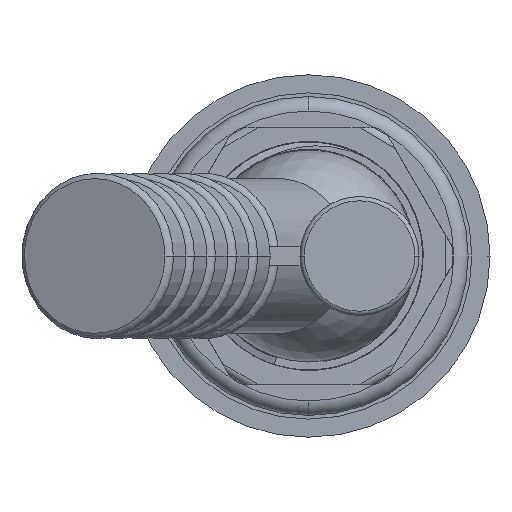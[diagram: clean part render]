
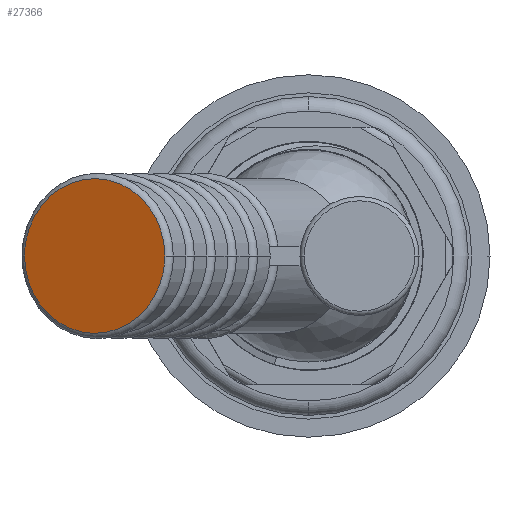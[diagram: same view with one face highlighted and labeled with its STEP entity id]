
A CAD part, front view. The second image highlights one B-rep face of the part: STEP entity #27366.
In plain terms, the highlighted planar face has unit normal (-0.423, -0.906, 0).
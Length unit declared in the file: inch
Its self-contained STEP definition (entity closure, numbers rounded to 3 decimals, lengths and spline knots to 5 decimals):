
#13167=CARTESIAN_POINT('',(-1.56821,-6.11367,0.));
#13168=CARTESIAN_POINT('',(-1.56818,-6.11369,
-0.01634));
#13169=CARTESIAN_POINT('',(-1.56641,-6.11451,
-0.04892));
#13170=CARTESIAN_POINT('',(-1.55872,-6.1181,
-0.09787));
#13171=CARTESIAN_POINT('',(-1.54583,-6.12411,
-0.14566));
#13172=CARTESIAN_POINT('',(-1.52798,-6.13243,
-0.19153));
#13173=CARTESIAN_POINT('',(-1.50547,-6.14293,
-0.23466));
#13174=CARTESIAN_POINT('',(-1.47858,-6.15547,
-0.27462));
#13175=CARTESIAN_POINT('',(-1.44762,-6.1699,
-0.31091));
#13176=CARTESIAN_POINT('',(-1.41304,-6.18603,
-0.34299));
#13177=CARTESIAN_POINT('',(-1.37534,-6.20361,
-0.37039));
#13178=CARTESIAN_POINT('',(-1.33501,-6.22242,
-0.39278));
#13179=CARTESIAN_POINT('',(-1.29258,-6.2422,
-0.40984));
#13180=CARTESIAN_POINT('',(-1.24864,-6.26269,
-0.42135));
#13181=CARTESIAN_POINT('',(-1.20379,-6.2836,
-0.42714));
#13182=CARTESIAN_POINT('',(-1.15864,-6.30466,
-0.42714));
#13183=CARTESIAN_POINT('',(-1.11379,-6.32557,
-0.42135));
#13184=CARTESIAN_POINT('',(-1.06986,-6.34606,
-0.40984));
#13185=CARTESIAN_POINT('',(-1.02743,-6.36584,
-0.39278));
#13186=CARTESIAN_POINT('',(-0.9871,-6.38465,
-0.37039));
#13187=CARTESIAN_POINT('',(-0.94939,-6.40223,
-0.34299));
#13188=CARTESIAN_POINT('',(-0.91482,-6.41836,
-0.31091));
#13189=CARTESIAN_POINT('',(-0.88386,-6.43279,
-0.27462));
#13190=CARTESIAN_POINT('',(-0.85697,-6.44533,
-0.23466));
#13191=CARTESIAN_POINT('',(-0.83446,-6.45583,
-0.19153));
#13192=CARTESIAN_POINT('',(-0.8166,-6.46415,
-0.14566));
#13193=CARTESIAN_POINT('',(-0.80371,-6.47016,
-0.09787));
#13194=CARTESIAN_POINT('',(-0.79603,-6.47375,
-0.04892));
#13195=CARTESIAN_POINT('',(-0.79426,-6.47457,
-0.01634));
#13196=CARTESIAN_POINT('',(-0.79422,-6.47459,0.));
#13201=CARTESIAN_POINT('',(-0.79422,-6.47459,0.));
#13202=CARTESIAN_POINT('',(-0.79426,-6.47457,
0.01634));
#13203=CARTESIAN_POINT('',(-0.79603,-6.47375,
0.04892));
#13204=CARTESIAN_POINT('',(-0.80371,-6.47016,
0.09787));
#13205=CARTESIAN_POINT('',(-0.8166,-6.46415,
0.14566));
#13206=CARTESIAN_POINT('',(-0.83446,-6.45583,
0.19153));
#13207=CARTESIAN_POINT('',(-0.85697,-6.44533,
0.23466));
#13208=CARTESIAN_POINT('',(-0.88386,-6.43279,
0.27462));
#13209=CARTESIAN_POINT('',(-0.91482,-6.41836,
0.31091));
#13210=CARTESIAN_POINT('',(-0.94939,-6.40223,
0.34299));
#13211=CARTESIAN_POINT('',(-0.9871,-6.38465,
0.37039));
#13212=CARTESIAN_POINT('',(-1.02743,-6.36584,
0.39278));
#13213=CARTESIAN_POINT('',(-1.06986,-6.34606,
0.40984));
#13214=CARTESIAN_POINT('',(-1.11379,-6.32557,
0.42135));
#13215=CARTESIAN_POINT('',(-1.15864,-6.30466,
0.42714));
#13216=CARTESIAN_POINT('',(-1.20379,-6.2836,
0.42714));
#13217=CARTESIAN_POINT('',(-1.24864,-6.26269,
0.42135));
#13218=CARTESIAN_POINT('',(-1.29258,-6.2422,
0.40984));
#13219=CARTESIAN_POINT('',(-1.33501,-6.22242,
0.39278));
#13220=CARTESIAN_POINT('',(-1.37534,-6.20361,
0.37039));
#13221=CARTESIAN_POINT('',(-1.41304,-6.18603,
0.34299));
#13222=CARTESIAN_POINT('',(-1.44762,-6.1699,
0.31091));
#13223=CARTESIAN_POINT('',(-1.47858,-6.15547,
0.27462));
#13224=CARTESIAN_POINT('',(-1.50547,-6.14293,
0.23466));
#13225=CARTESIAN_POINT('',(-1.52798,-6.13243,
0.19153));
#13226=CARTESIAN_POINT('',(-1.54583,-6.12411,
0.14566));
#13227=CARTESIAN_POINT('',(-1.55872,-6.1181,
0.09787));
#13228=CARTESIAN_POINT('',(-1.56641,-6.11451,
0.04892));
#13229=CARTESIAN_POINT('',(-1.56818,-6.11369,
0.01634));
#13230=CARTESIAN_POINT('',(-1.56821,-6.11367,0.));
#14928=CARTESIAN_POINT('',(-1.56796,-6.11337,0.));
#14929=VERTEX_POINT('',#14928);
#14930=CARTESIAN_POINT('',(-0.79416,-6.47421,0.));
#14931=VERTEX_POINT('',#14930);
#27357=CARTESIAN_POINT('',(-1.18122,-6.29413,0.));
#27358=DIRECTION('',(-0.423,-0.906,0.));
#27359=DIRECTION('',(0.906,-0.423,0.));
#27360=AXIS2_PLACEMENT_3D('',#27357,#27358,#27359);
#27361=PLANE('',#27360);
#27362=ORIENTED_EDGE('',*,*,#27220,.F.);
#27363=ORIENTED_EDGE('',*,*,#27205,.F.);
#27364=EDGE_LOOP('',(#27362,#27363));
#27365=FACE_OUTER_BOUND('',#27364,.F.);
#13197=B_SPLINE_CURVE_WITH_KNOTS('',3,(#13167,#13168,#13169,#13170,#13171,
#13172,#13173,#13174,#13175,#13176,#13177,#13178,#13179,#13180,#13181,#13182,
#13183,#13184,#13185,#13186,#13187,#13188,#13189,#13190,#13191,#13192,#13193,
#13194,#13195,#13196),.UNSPECIFIED.,.F.,.F.,(4,1,1,1,1,1,1,1,1,1,1,1,1,1,1,1,1,
1,1,1,1,1,1,1,1,1,1,4),(0.,0.03704,0.07407,
0.11111,0.14815,0.18519,0.22222,
0.25926,0.2963,0.33333,0.37037,
0.40741,0.44444,0.48148,0.51852,
0.55556,0.59259,0.62963,0.66667,
0.7037,0.74074,0.77778,0.81481,
0.85185,0.88889,0.92593,0.96296,1.),
.UNSPECIFIED.);
#13231=B_SPLINE_CURVE_WITH_KNOTS('',3,(#13201,#13202,#13203,#13204,#13205,
#13206,#13207,#13208,#13209,#13210,#13211,#13212,#13213,#13214,#13215,#13216,
#13217,#13218,#13219,#13220,#13221,#13222,#13223,#13224,#13225,#13226,#13227,
#13228,#13229,#13230),.UNSPECIFIED.,.F.,.F.,(4,1,1,1,1,1,1,1,1,1,1,1,1,1,1,1,1,
1,1,1,1,1,1,1,1,1,1,4),(0.,0.03704,0.07407,
0.11111,0.14815,0.18519,0.22222,
0.25926,0.2963,0.33333,0.37037,
0.40741,0.44444,0.48148,0.51852,
0.55556,0.59259,0.62963,0.66667,
0.7037,0.74074,0.77778,0.81481,
0.85185,0.88889,0.92593,0.96296,1.),
.UNSPECIFIED.);
#27205=EDGE_CURVE('',#14931,#14929,#13231,.T.);
#27220=EDGE_CURVE('',#14929,#14931,#13197,.T.);
#27366=ADVANCED_FACE('',(#27365),#27361,.T.);
